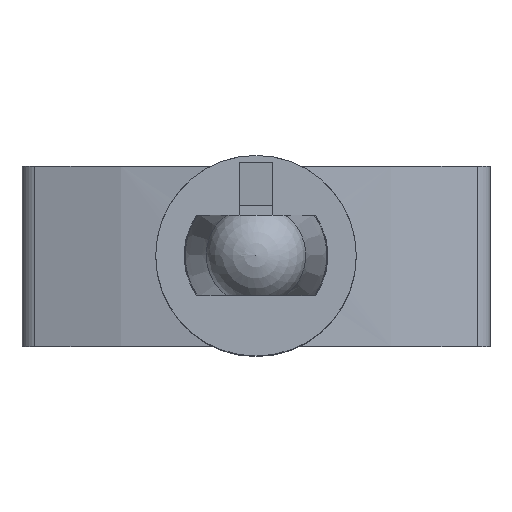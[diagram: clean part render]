
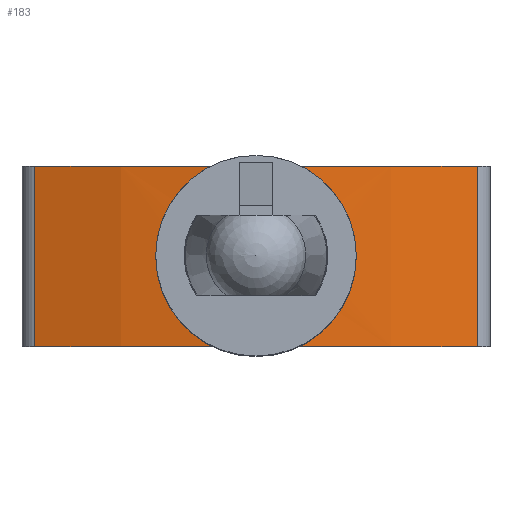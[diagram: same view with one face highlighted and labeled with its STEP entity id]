
A CAD part, top view. The second image highlights one B-rep face of the part: STEP entity #183.
In plain terms, the highlighted cylindrical face has radius 18.267 mm (diameter 36.534 mm), a partial arc.
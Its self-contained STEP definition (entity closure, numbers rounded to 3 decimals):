
#183 = ADVANCED_FACE( '', ( #413, #414 ), #415, .T. );
#413 = FACE_OUTER_BOUND( '', #893, .T. );
#414 = FACE_BOUND( '', #894, .T. );
#415 = CYLINDRICAL_SURFACE( '', #895, 18.267 );
#893 = EDGE_LOOP( '', ( #2270, #2271, #2272, #2273 ) );
#894 = EDGE_LOOP( '', ( #2274, #2275 ) );
#895 = AXIS2_PLACEMENT_3D( '', #2276, #2277, #2278 );
#2270 = ORIENTED_EDGE( '', *, *, #2906, .F. );
#2271 = ORIENTED_EDGE( '', *, *, #2907, .F. );
#2272 = ORIENTED_EDGE( '', *, *, #2908, .T. );
#2273 = ORIENTED_EDGE( '', *, *, #2828, .T. );
#2274 = ORIENTED_EDGE( '', *, *, #2857, .T. );
#2275 = ORIENTED_EDGE( '', *, *, #2858, .T. );
#2276 = CARTESIAN_POINT( '', ( 0., -2.7, -27.007 ) );
#2277 = DIRECTION( '', ( 0., -1., 0. ) );
#2278 = DIRECTION( '', ( 0., 0., 1. ) );
#2828 = EDGE_CURVE( '', #3225, #3222, #3226, .T. );
#2857 = EDGE_CURVE( '', #3272, #3273, #3274, .T. );
#2858 = EDGE_CURVE( '', #3273, #3272, #3275, .T. );
#2906 = EDGE_CURVE( '', #3348, #3222, #3349, .T. );
#2907 = EDGE_CURVE( '', #3350, #3348, #3351, .T. );
#2908 = EDGE_CURVE( '', #3350, #3225, #3352, .T. );
#3222 = VERTEX_POINT( '', #3829 );
#3225 = VERTEX_POINT( '', #3832 );
#3226 = LINE( '', #3833, #3834 );
#3272 = VERTEX_POINT( '', #4052 );
#3273 = VERTEX_POINT( '', #4053 );
#3274 = B_SPLINE_CURVE_WITH_KNOTS( '', 3, ( #4054, #4055, #4056, #4057, #4058, #4059, #4060, #4061, #4062, #4063, #4064, #4065, #4066, #4067, #4068, #4069, #4070, #4071 ), .UNSPECIFIED., .F., .F., ( 4, 2, 2, 2, 2, 2, 2, 2, 4 ), ( 0., 0.001, 0.002, 0.002, 0.003, 0.004, 0.005, 0.006, 0.006 ), .UNSPECIFIED. );
#3275 = B_SPLINE_CURVE_WITH_KNOTS( '', 3, ( #4072, #4073, #4074, #4075, #4076, #4077, #4078, #4079, #4080, #4081, #4082, #4083, #4084, #4085, #4086, #4087, #4088, #4089 ), .UNSPECIFIED., .F., .F., ( 4, 2, 2, 2, 2, 2, 2, 2, 4 ), ( 0., 0.001, 0.002, 0.002, 0.003, 0.004, 0.005, 0.006, 0.006 ), .UNSPECIFIED. );
#3348 = VERTEX_POINT( '', #4293 );
#3349 = CIRCLE( '', #4294, 18.267 );
#3350 = VERTEX_POINT( '', #4295 );
#3351 = LINE( '', #4296, #4297 );
#3352 = CIRCLE( '', #4298, 18.267 );
#3829 = CARTESIAN_POINT( '', ( 6.617, 2.7, -9.981 ) );
#3832 = CARTESIAN_POINT( '', ( 6.617, -2.7, -9.981 ) );
#3833 = CARTESIAN_POINT( '', ( 6.617, -2.7, -9.981 ) );
#3834 = VECTOR( '', #4818, 1000. );
#4052 = CARTESIAN_POINT( '', ( -2.07, 0., -8.858 ) );
#4053 = CARTESIAN_POINT( '', ( 2.07, 0., -8.858 ) );
#4054 = CARTESIAN_POINT( '', ( -2.07, 0., -8.858 ) );
#4055 = CARTESIAN_POINT( '', ( -2.051, 0.264, -8.855 ) );
#4056 = CARTESIAN_POINT( '', ( -1.986, 0.524, -8.848 ) );
#4057 = CARTESIAN_POINT( '', ( -1.764, 1.004, -8.825 ) );
#4058 = CARTESIAN_POINT( '', ( -1.61, 1.223, -8.81 ) );
#4059 = CARTESIAN_POINT( '', ( -1.235, 1.593, -8.781 ) );
#4060 = CARTESIAN_POINT( '', ( -1.013, 1.745, -8.766 ) );
#4061 = CARTESIAN_POINT( '', ( -0.528, 1.954, -8.746 ) );
#4062 = CARTESIAN_POINT( '', ( -0.264, 2.01, -8.74 ) );
#4063 = CARTESIAN_POINT( '', ( 0.264, 2.01, -8.74 ) );
#4064 = CARTESIAN_POINT( '', ( 0.527, 1.954, -8.746 ) );
#4065 = CARTESIAN_POINT( '', ( 1.012, 1.745, -8.766 ) );
#4066 = CARTESIAN_POINT( '', ( 1.234, 1.594, -8.781 ) );
#4067 = CARTESIAN_POINT( '', ( 1.61, 1.223, -8.81 ) );
#4068 = CARTESIAN_POINT( '', ( 1.764, 1.004, -8.825 ) );
#4069 = CARTESIAN_POINT( '', ( 1.985, 0.525, -8.848 ) );
#4070 = CARTESIAN_POINT( '', ( 2.051, 0.264, -8.855 ) );
#4071 = CARTESIAN_POINT( '', ( 2.07, 0., -8.858 ) );
#4072 = CARTESIAN_POINT( '', ( 2.07, 0., -8.858 ) );
#4073 = CARTESIAN_POINT( '', ( 2.051, -0.264, -8.855 ) );
#4074 = CARTESIAN_POINT( '', ( 1.986, -0.524, -8.848 ) );
#4075 = CARTESIAN_POINT( '', ( 1.764, -1.004, -8.825 ) );
#4076 = CARTESIAN_POINT( '', ( 1.61, -1.223, -8.81 ) );
#4077 = CARTESIAN_POINT( '', ( 1.235, -1.593, -8.781 ) );
#4078 = CARTESIAN_POINT( '', ( 1.013, -1.745, -8.766 ) );
#4079 = CARTESIAN_POINT( '', ( 0.528, -1.954, -8.746 ) );
#4080 = CARTESIAN_POINT( '', ( 0.264, -2.01, -8.74 ) );
#4081 = CARTESIAN_POINT( '', ( -0.264, -2.01, -8.74 ) );
#4082 = CARTESIAN_POINT( '', ( -0.527, -1.954, -8.746 ) );
#4083 = CARTESIAN_POINT( '', ( -1.012, -1.745, -8.766 ) );
#4084 = CARTESIAN_POINT( '', ( -1.234, -1.594, -8.781 ) );
#4085 = CARTESIAN_POINT( '', ( -1.61, -1.223, -8.81 ) );
#4086 = CARTESIAN_POINT( '', ( -1.764, -1.004, -8.825 ) );
#4087 = CARTESIAN_POINT( '', ( -1.985, -0.525, -8.848 ) );
#4088 = CARTESIAN_POINT( '', ( -2.051, -0.264, -8.855 ) );
#4089 = CARTESIAN_POINT( '', ( -2.07, 0., -8.858 ) );
#4293 = CARTESIAN_POINT( '', ( -6.617, 2.7, -9.981 ) );
#4294 = AXIS2_PLACEMENT_3D( '', #4875, #4876, #4877 );
#4295 = CARTESIAN_POINT( '', ( -6.617, -2.7, -9.981 ) );
#4296 = CARTESIAN_POINT( '', ( -6.617, -2.7, -9.981 ) );
#4297 = VECTOR( '', #4878, 1000. );
#4298 = AXIS2_PLACEMENT_3D( '', #4879, #4880, #4881 );
#4818 = DIRECTION( '', ( 0., 1., 0. ) );
#4875 = CARTESIAN_POINT( '', ( 0., 2.7, -27.007 ) );
#4876 = DIRECTION( '', ( 0., 1., 0. ) );
#4877 = DIRECTION( '', ( 1., 0., 0. ) );
#4878 = DIRECTION( '', ( 0., 1., 0. ) );
#4879 = CARTESIAN_POINT( '', ( 0., -2.7, -27.007 ) );
#4880 = DIRECTION( '', ( 0., 1., 0. ) );
#4881 = DIRECTION( '', ( 1., 0., 0. ) );
